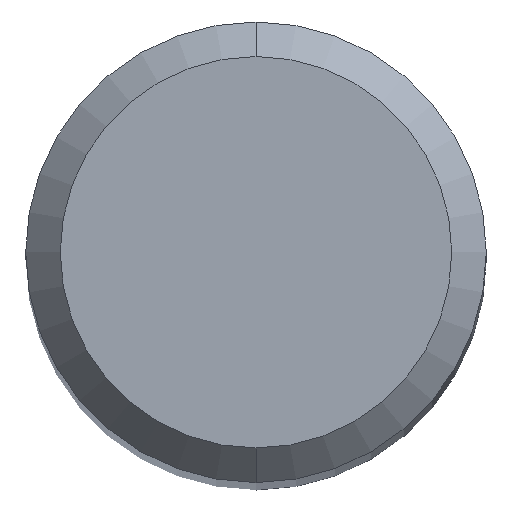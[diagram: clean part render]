
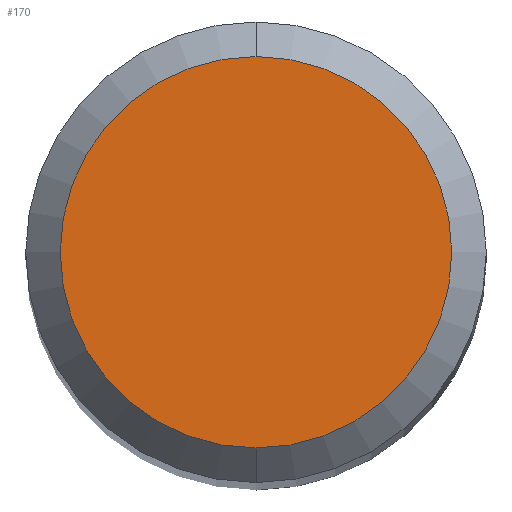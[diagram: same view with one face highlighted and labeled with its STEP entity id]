
A CAD part, top view. The second image highlights one B-rep face of the part: STEP entity #170.
In plain terms, the highlighted planar face has unit normal (0, 0, 1).
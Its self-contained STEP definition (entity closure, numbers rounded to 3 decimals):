
#158=VERTEX_POINT('',#313);
#170=ADVANCED_FACE('',(#325),#326,.T.);
#206=VERTEX_POINT('',#369);
#216=EDGE_CURVE('',#158,#206,#382,.T.);
#218=EDGE_CURVE('',#206,#158,#384,.T.);
#313=CARTESIAN_POINT('',(0.,-1.7,0.0));
#325=FACE_OUTER_BOUND('',#508,.T.);
#326=PLANE('',#509);
#369=CARTESIAN_POINT('',(0.0,1.7,0.0));
#382=CIRCLE('',#572,1.7);
#384=CIRCLE('',#575,1.7);
#508=EDGE_LOOP('',(#681,#682));
#509=AXIS2_PLACEMENT_3D('',#683,#684,#685);
#572=AXIS2_PLACEMENT_3D('',#772,#773,#774);
#575=AXIS2_PLACEMENT_3D('',#775,#776,#777);
#681=ORIENTED_EDGE('',*,*,#218,.F.);
#682=ORIENTED_EDGE('',*,*,#216,.F.);
#683=CARTESIAN_POINT('',(0.0,0.85,0.0));
#684=DIRECTION('',(-0.0,0.0,1.0));
#685=DIRECTION('',(0.0,-1.0,0.0));
#772=CARTESIAN_POINT('',(0.0,0.0,0.0));
#773=DIRECTION('',(0.0,0.0,-1.0));
#774=DIRECTION('',(0.0,1.0,0.0));
#775=CARTESIAN_POINT('',(0.0,0.0,0.0));
#776=DIRECTION('',(0.0,0.0,-1.0));
#777=DIRECTION('',(0.0,1.0,0.0));
